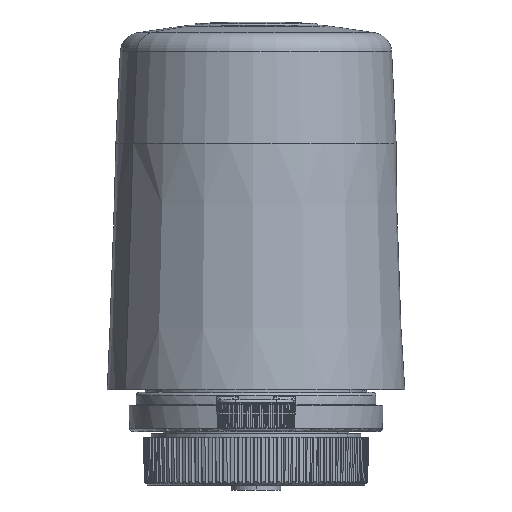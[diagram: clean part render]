
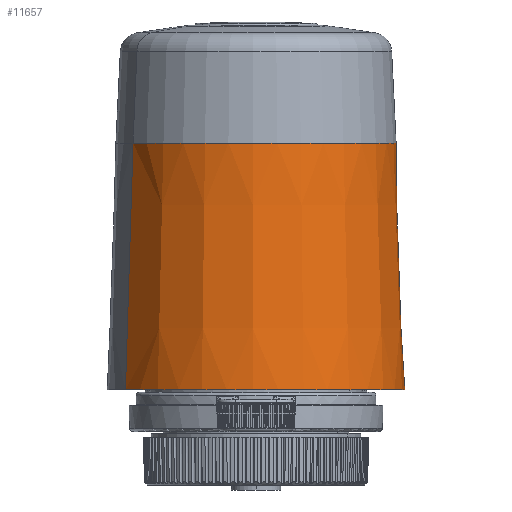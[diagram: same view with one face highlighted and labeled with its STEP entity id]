
A CAD part, left-side view. The second image highlights one B-rep face of the part: STEP entity #11657.
In plain terms, the highlighted conical face has half-angle 2 degrees and reference radius 21.338 mm.
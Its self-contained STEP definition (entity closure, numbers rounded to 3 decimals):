
#8794=CARTESIAN_POINT('Vertex',(10.859,-19.877,8.5)) ;
#8799=CARTESIAN_POINT('Axis2P3D Location',(0.,0.,8.5)) ;
#8803=CARTESIAN_POINT('Vertex',(-10.859,19.877,8.5)) ;
#11580=CARTESIAN_POINT('Axis2P3D Location',(0.,0.,46.066)) ;
#11585=CARTESIAN_POINT('Line Origine',(-10.545,19.302,27.283)) ;
#11589=CARTESIAN_POINT('Vertex',(-10.23,18.726,46.066)) ;
#11639=CARTESIAN_POINT('Line Origine',(10.545,-19.302,27.283)) ;
#11643=CARTESIAN_POINT('Vertex',(10.23,-18.726,46.066)) ;
#11646=CARTESIAN_POINT('Axis2P3D Location',(0.,0.,46.066)) ;
#8800=DIRECTION('Axis2P3D Direction',(0.,0.,1.)) ;
#11581=DIRECTION('Axis2P3D Direction',(-0.,-0.,-1.)) ;
#11582=DIRECTION('Axis2P3D XDirection',(-0.479,0.878,0.)) ;
#11586=DIRECTION('Vector Direction',(-0.017,0.031,-0.999)) ;
#11640=DIRECTION('Vector Direction',(0.017,-0.031,-0.999)) ;
#11647=DIRECTION('Axis2P3D Direction',(0.,0.,-1.)) ;
#8801=AXIS2_PLACEMENT_3D('Circle Axis2P3D',#8799,#8800,$) ;
#11583=AXIS2_PLACEMENT_3D('Cone Axis2P3D',#11580,#11581,#11582) ;
#11648=AXIS2_PLACEMENT_3D('Circle Axis2P3D',#11646,#11647,$) ;
#11652=ORIENTED_EDGE('',*,*,#11645,.T.) ;
#11653=ORIENTED_EDGE('',*,*,#11650,.F.) ;
#11654=ORIENTED_EDGE('',*,*,#11591,.F.) ;
#11655=ORIENTED_EDGE('',*,*,#8805,.T.) ;
#11587=VECTOR('Line Direction',#11586,1.) ;
#11641=VECTOR('Line Direction',#11640,1.) ;
#11657=ADVANCED_FACE('PartBody',(#11656),#11584,.T.) ;
#8802=CIRCLE('generated circle',#8801,22.65) ;
#11649=CIRCLE('generated circle',#11648,21.338) ;
#11584=CONICAL_SURFACE('Cone',#11583,21.338,0.035) ;
#8805=EDGE_CURVE('',#8804,#8795,#8802,.T.) ;
#11591=EDGE_CURVE('',#8804,#11590,#11588,.F.) ;
#11645=EDGE_CURVE('',#8795,#11644,#11642,.F.) ;
#11650=EDGE_CURVE('',#11590,#11644,#11649,.F.) ;
#11651=EDGE_LOOP('',(#11652,#11653,#11654,#11655)) ;
#11656=FACE_OUTER_BOUND('',#11651,.T.) ;
#11588=LINE('Line',#11585,#11587) ;
#11642=LINE('Line',#11639,#11641) ;
#8795=VERTEX_POINT('',#8794) ;
#8804=VERTEX_POINT('',#8803) ;
#11590=VERTEX_POINT('',#11589) ;
#11644=VERTEX_POINT('',#11643) ;
